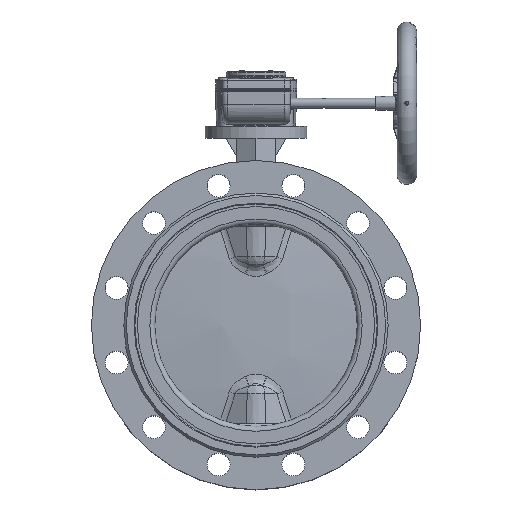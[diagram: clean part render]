
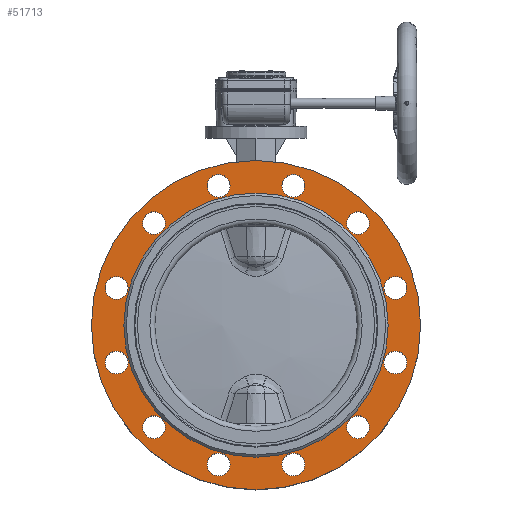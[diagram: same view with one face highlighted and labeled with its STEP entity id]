
A CAD part, top view. The second image highlights one B-rep face of the part: STEP entity #51713.
In plain terms, the highlighted planar face has unit normal (0, 0, 1).
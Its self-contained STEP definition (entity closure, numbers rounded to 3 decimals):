
#2030=PLANE('',#56952);
#2474=FACE_BOUND('',#11012,.T.);
#2475=FACE_BOUND('',#11013,.T.);
#2476=FACE_BOUND('',#11014,.T.);
#2477=FACE_BOUND('',#11015,.T.);
#2478=FACE_BOUND('',#11016,.T.);
#2479=FACE_BOUND('',#11017,.T.);
#2480=FACE_BOUND('',#11018,.T.);
#2481=FACE_BOUND('',#11019,.T.);
#2482=FACE_BOUND('',#11020,.T.);
#2483=FACE_BOUND('',#11021,.T.);
#2484=FACE_BOUND('',#11022,.T.);
#2485=FACE_BOUND('',#11023,.T.);
#2486=FACE_BOUND('',#11024,.T.);
#7844=FACE_OUTER_BOUND('',#11011,.T.);
#11011=EDGE_LOOP('',(#46822));
#11012=EDGE_LOOP('',(#46823));
#11013=EDGE_LOOP('',(#46824));
#11014=EDGE_LOOP('',(#46825));
#11015=EDGE_LOOP('',(#46826));
#11016=EDGE_LOOP('',(#46827));
#11017=EDGE_LOOP('',(#46828));
#11018=EDGE_LOOP('',(#46829));
#11019=EDGE_LOOP('',(#46830));
#11020=EDGE_LOOP('',(#46831));
#11021=EDGE_LOOP('',(#46832));
#11022=EDGE_LOOP('',(#46833));
#11023=EDGE_LOOP('',(#46834));
#11024=EDGE_LOOP('',(#46835));
#13555=CIRCLE('',#56760,14.);
#13559=CIRCLE('',#56766,14.);
#13563=CIRCLE('',#56772,14.);
#13567=CIRCLE('',#56778,14.);
#13571=CIRCLE('',#56784,14.);
#13575=CIRCLE('',#56790,14.);
#13579=CIRCLE('',#56796,14.);
#13583=CIRCLE('',#56802,14.);
#13587=CIRCLE('',#56808,14.);
#13591=CIRCLE('',#56814,14.);
#13595=CIRCLE('',#56820,14.);
#13599=CIRCLE('',#56826,14.);
#13616=CIRCLE('',#56852,162.5);
#13618=CIRCLE('',#56855,202.5);
#24555=VERTEX_POINT('',#184746);
#24559=VERTEX_POINT('',#184758);
#24563=VERTEX_POINT('',#184770);
#24567=VERTEX_POINT('',#184782);
#24571=VERTEX_POINT('',#184794);
#24575=VERTEX_POINT('',#184806);
#24579=VERTEX_POINT('',#184818);
#24583=VERTEX_POINT('',#184830);
#24587=VERTEX_POINT('',#184842);
#24591=VERTEX_POINT('',#184854);
#24595=VERTEX_POINT('',#184866);
#24599=VERTEX_POINT('',#184878);
#24615=VERTEX_POINT('',#184928);
#24617=VERTEX_POINT('',#184934);
#31905=EDGE_CURVE('',#24555,#24555,#13555,.T.);
#31911=EDGE_CURVE('',#24559,#24559,#13559,.T.);
#31917=EDGE_CURVE('',#24563,#24563,#13563,.T.);
#31923=EDGE_CURVE('',#24567,#24567,#13567,.T.);
#31929=EDGE_CURVE('',#24571,#24571,#13571,.T.);
#31935=EDGE_CURVE('',#24575,#24575,#13575,.T.);
#31941=EDGE_CURVE('',#24579,#24579,#13579,.T.);
#31947=EDGE_CURVE('',#24583,#24583,#13583,.T.);
#31953=EDGE_CURVE('',#24587,#24587,#13587,.T.);
#31959=EDGE_CURVE('',#24591,#24591,#13591,.T.);
#31965=EDGE_CURVE('',#24595,#24595,#13595,.T.);
#31971=EDGE_CURVE('',#24599,#24599,#13599,.T.);
#31995=EDGE_CURVE('',#24615,#24615,#13616,.T.);
#31998=EDGE_CURVE('',#24617,#24617,#13618,.T.);
#46822=ORIENTED_EDGE('',*,*,#31998,.T.);
#46823=ORIENTED_EDGE('',*,*,#31905,.T.);
#46824=ORIENTED_EDGE('',*,*,#31911,.T.);
#46825=ORIENTED_EDGE('',*,*,#31917,.T.);
#46826=ORIENTED_EDGE('',*,*,#31923,.T.);
#46827=ORIENTED_EDGE('',*,*,#31929,.T.);
#46828=ORIENTED_EDGE('',*,*,#31935,.T.);
#46829=ORIENTED_EDGE('',*,*,#31941,.T.);
#46830=ORIENTED_EDGE('',*,*,#31947,.T.);
#46831=ORIENTED_EDGE('',*,*,#31953,.T.);
#46832=ORIENTED_EDGE('',*,*,#31959,.T.);
#46833=ORIENTED_EDGE('',*,*,#31965,.T.);
#46834=ORIENTED_EDGE('',*,*,#31971,.T.);
#46835=ORIENTED_EDGE('',*,*,#31995,.F.);
#51713=ADVANCED_FACE('',(#7844,#2474,#2475,#2476,#2477,#2478,#2479,#2480,
#2481,#2482,#2483,#2484,#2485,#2486),#2030,.F.);
#56760=AXIS2_PLACEMENT_3D('',#184748,#69190,#69191);
#56766=AXIS2_PLACEMENT_3D('',#184760,#69204,#69205);
#56772=AXIS2_PLACEMENT_3D('',#184772,#69218,#69219);
#56778=AXIS2_PLACEMENT_3D('',#184784,#69232,#69233);
#56784=AXIS2_PLACEMENT_3D('',#184796,#69246,#69247);
#56790=AXIS2_PLACEMENT_3D('',#184808,#69260,#69261);
#56796=AXIS2_PLACEMENT_3D('',#184820,#69274,#69275);
#56802=AXIS2_PLACEMENT_3D('',#184832,#69288,#69289);
#56808=AXIS2_PLACEMENT_3D('',#184844,#69302,#69303);
#56814=AXIS2_PLACEMENT_3D('',#184856,#69316,#69317);
#56820=AXIS2_PLACEMENT_3D('',#184868,#69330,#69331);
#56826=AXIS2_PLACEMENT_3D('',#184880,#69344,#69345);
#56852=AXIS2_PLACEMENT_3D('',#184929,#69403,#69404);
#56855=AXIS2_PLACEMENT_3D('',#184935,#69410,#69411);
#56952=AXIS2_PLACEMENT_3D('',#186590,#69814,#69815);
#69190=DIRECTION('center_axis',(0.,0.,-1.));
#69191=DIRECTION('ref_axis',(-1.,0.,0.));
#69204=DIRECTION('center_axis',(0.,0.,-1.));
#69205=DIRECTION('ref_axis',(-1.,0.,0.));
#69218=DIRECTION('center_axis',(0.,0.,-1.));
#69219=DIRECTION('ref_axis',(-1.,0.,0.));
#69232=DIRECTION('center_axis',(0.,0.,-1.));
#69233=DIRECTION('ref_axis',(-1.,0.,0.));
#69246=DIRECTION('center_axis',(0.,0.,-1.));
#69247=DIRECTION('ref_axis',(-1.,0.,0.));
#69260=DIRECTION('center_axis',(0.,0.,-1.));
#69261=DIRECTION('ref_axis',(-1.,0.,0.));
#69274=DIRECTION('center_axis',(0.,0.,-1.));
#69275=DIRECTION('ref_axis',(-1.,0.,0.));
#69288=DIRECTION('center_axis',(0.,0.,-1.));
#69289=DIRECTION('ref_axis',(-1.,0.,0.));
#69302=DIRECTION('center_axis',(0.,0.,-1.));
#69303=DIRECTION('ref_axis',(-1.,0.,0.));
#69316=DIRECTION('center_axis',(0.,0.,-1.));
#69317=DIRECTION('ref_axis',(-1.,0.,0.));
#69330=DIRECTION('center_axis',(0.,0.,-1.));
#69331=DIRECTION('ref_axis',(-1.,0.,0.));
#69344=DIRECTION('center_axis',(0.,0.,-1.));
#69345=DIRECTION('ref_axis',(-1.,0.,0.));
#69403=DIRECTION('center_axis',(0.,0.,1.));
#69404=DIRECTION('ref_axis',(1.,0.,0.));
#69410=DIRECTION('center_axis',(0.,0.,1.));
#69411=DIRECTION('ref_axis',(1.,0.,0.));
#69814=DIRECTION('center_axis',(0.,0.,-1.));
#69815=DIRECTION('ref_axis',(-1.,0.,0.));
#184746=CARTESIAN_POINT('',(-59.94,171.452,79.5));
#184748=CARTESIAN_POINT('Origin',(-45.94,171.452,79.5));
#184758=CARTESIAN_POINT('',(-139.511,125.511,79.5));
#184760=CARTESIAN_POINT('Origin',(-125.511,125.511,79.5));
#184770=CARTESIAN_POINT('',(-185.452,45.94,79.5));
#184772=CARTESIAN_POINT('Origin',(-171.452,45.94,79.5));
#184782=CARTESIAN_POINT('',(-185.452,-45.94,79.5));
#184784=CARTESIAN_POINT('Origin',(-171.452,-45.94,79.5));
#184794=CARTESIAN_POINT('',(-139.511,-125.511,79.5));
#184796=CARTESIAN_POINT('Origin',(-125.511,-125.511,79.5));
#184806=CARTESIAN_POINT('',(-59.94,-171.452,79.5));
#184808=CARTESIAN_POINT('Origin',(-45.94,-171.452,79.5));
#184818=CARTESIAN_POINT('',(31.94,-171.452,79.5));
#184820=CARTESIAN_POINT('Origin',(45.94,-171.452,79.5));
#184830=CARTESIAN_POINT('',(111.511,-125.511,79.5));
#184832=CARTESIAN_POINT('Origin',(125.511,-125.511,79.5));
#184842=CARTESIAN_POINT('',(157.452,-45.94,79.5));
#184844=CARTESIAN_POINT('Origin',(171.452,-45.94,79.5));
#184854=CARTESIAN_POINT('',(157.452,45.94,79.5));
#184856=CARTESIAN_POINT('Origin',(171.452,45.94,79.5));
#184866=CARTESIAN_POINT('',(111.511,125.511,79.5));
#184868=CARTESIAN_POINT('Origin',(125.511,125.511,79.5));
#184878=CARTESIAN_POINT('',(31.94,171.452,79.5));
#184880=CARTESIAN_POINT('Origin',(45.94,171.452,79.5));
#184928=CARTESIAN_POINT('',(162.5,0.,79.5));
#184929=CARTESIAN_POINT('Origin',(0.,0.,79.5));
#184934=CARTESIAN_POINT('',(-202.5,0.,79.5));
#184935=CARTESIAN_POINT('Origin',(0.,0.,79.5));
#186590=CARTESIAN_POINT('Origin',(0.,162.5,79.5));
